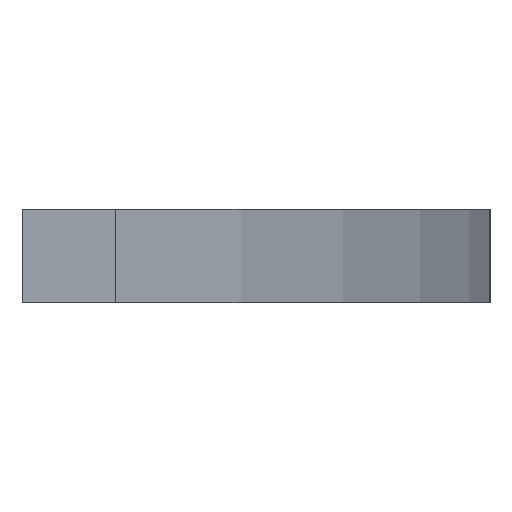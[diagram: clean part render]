
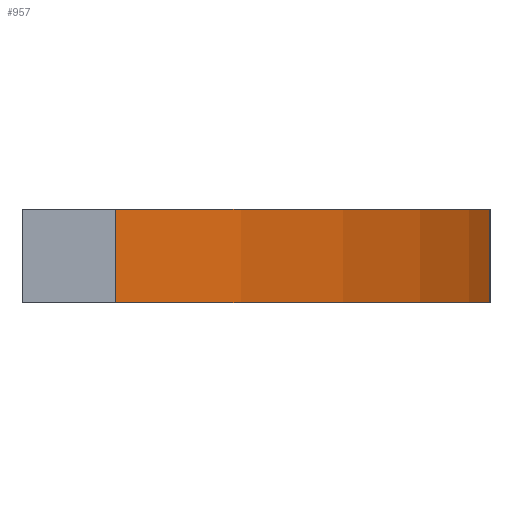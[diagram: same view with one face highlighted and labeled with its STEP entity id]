
A CAD part, left-side view. The second image highlights one B-rep face of the part: STEP entity #957.
In plain terms, the highlighted cylindrical face has radius 86.864 mm (diameter 173.729 mm), a partial arc.
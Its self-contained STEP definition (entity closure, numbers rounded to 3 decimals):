
#606=CARTESIAN_POINT('Vertex',(-76.,0.,0.)) ;
#609=CARTESIAN_POINT('Axis2P3D Location',(-73.,86.813,0.)) ;
#613=CARTESIAN_POINT('Vertex',(-133.,24.,0.)) ;
#797=CARTESIAN_POINT('Vertex',(-133.,24.,6.)) ;
#800=CARTESIAN_POINT('Axis2P3D Location',(-73.,86.813,6.)) ;
#804=CARTESIAN_POINT('Vertex',(-76.,0.,6.)) ;
#929=CARTESIAN_POINT('Line Origine',(-76.,0.,3.)) ;
#941=CARTESIAN_POINT('Axis2P3D Location',(-73.,86.813,3.)) ;
#946=CARTESIAN_POINT('Line Origine',(-133.,24.,3.)) ;
#931=VECTOR('Line Direction',#930,1.) ;
#948=VECTOR('Line Direction',#947,1.) ;
#610=DIRECTION('Axis2P3D Direction',(0.,0.,1.)) ;
#801=DIRECTION('Axis2P3D Direction',(0.,0.,1.)) ;
#930=DIRECTION('Vector Direction',(0.,0.,1.)) ;
#942=DIRECTION('Axis2P3D Direction',(0.,0.,-1.)) ;
#943=DIRECTION('Axis2P3D XDirection',(-0.035,-0.999,0.)) ;
#947=DIRECTION('Vector Direction',(0.,0.,-1.)) ;
#611=AXIS2_PLACEMENT_3D('Circle Axis2P3D',#609,#610,$) ;
#802=AXIS2_PLACEMENT_3D('Circle Axis2P3D',#800,#801,$) ;
#944=AXIS2_PLACEMENT_3D('Cylinder Axis2P3D',#941,#942,#943) ;
#932=LINE('Line',#929,#931) ;
#949=LINE('Line',#946,#948) ;
#612=CIRCLE('generated circle',#611,86.864) ;
#803=CIRCLE('generated circle',#802,86.864) ;
#945=CYLINDRICAL_SURFACE('generated cylinder',#944,86.864) ;
#615=EDGE_CURVE('',#607,#614,#612,.F.) ;
#806=EDGE_CURVE('',#805,#798,#803,.F.) ;
#933=EDGE_CURVE('',#607,#805,#932,.T.) ;
#950=EDGE_CURVE('',#614,#798,#949,.F.) ;
#952=ORIENTED_EDGE('',*,*,#806,.T.) ;
#953=ORIENTED_EDGE('',*,*,#950,.F.) ;
#954=ORIENTED_EDGE('',*,*,#615,.F.) ;
#955=ORIENTED_EDGE('',*,*,#933,.T.) ;
#951=EDGE_LOOP('',(#952,#953,#954,#955)) ;
#607=VERTEX_POINT('',#606) ;
#614=VERTEX_POINT('',#613) ;
#798=VERTEX_POINT('',#797) ;
#805=VERTEX_POINT('',#804) ;
#957=ADVANCED_FACE('PartBody',(#956),#945,.T.) ;
#956=FACE_OUTER_BOUND('',#951,.T.) ;
